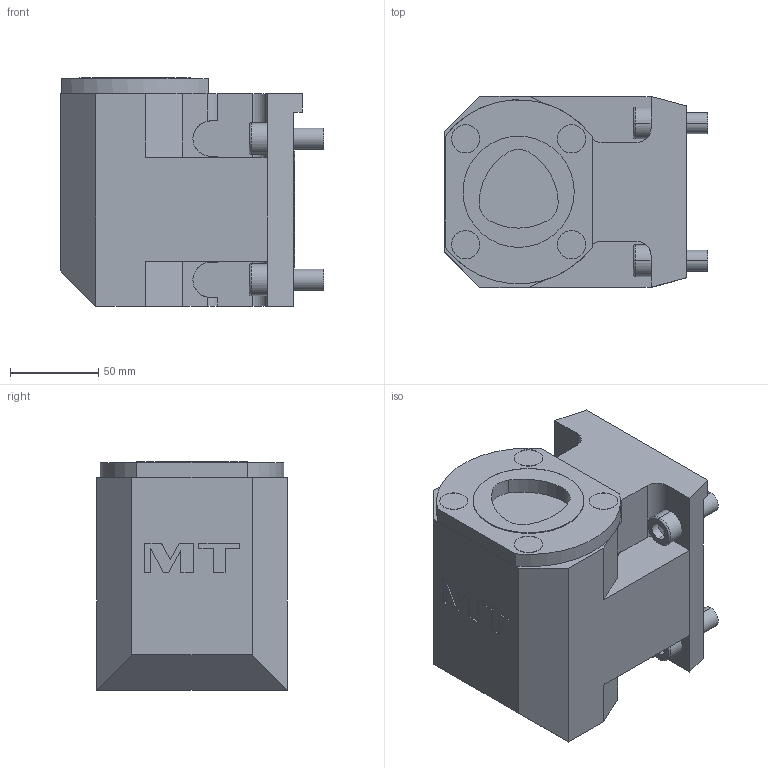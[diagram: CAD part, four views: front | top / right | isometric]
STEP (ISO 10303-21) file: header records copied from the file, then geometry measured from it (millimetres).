
FILE_DESCRIPTION((''),'2;1');
FILE_NAME('OKU0626010_CONF','2023-04-21T11:50:02',('gvalli'),('M.T. srl'),'CREO PARAMETRIC BY PTC INC, 2021072','CREO PARAMETRIC BY PTC INC, 2021072','');
FILE_SCHEMA(('CONFIG_CONTROL_DESIGN'));
Length unit declared in the file: millimetre
Products named in the file (1): OKU0626010_CONF
Bounding box: 149 x 108 x 129.5 mm (x, y, z)
Volume: 1566464.8 mm3; surface area: 96332.1 mm2
Topology: 1 solids, 1 shells, 178 faces, 458 edges, 294 vertices
Faces by surface type: plane 93, cylinder 61, torus 14, cone 8, extrusion 2
Entity records: 5758 total; most frequent: CARTESIAN_POINT 1312, DIRECTION 944, ORIENTED_EDGE 900, EDGE_CURVE 450, AXIS2_PLACEMENT_3D 336, VERTEX_POINT 294, VECTOR 272, LINE 270
